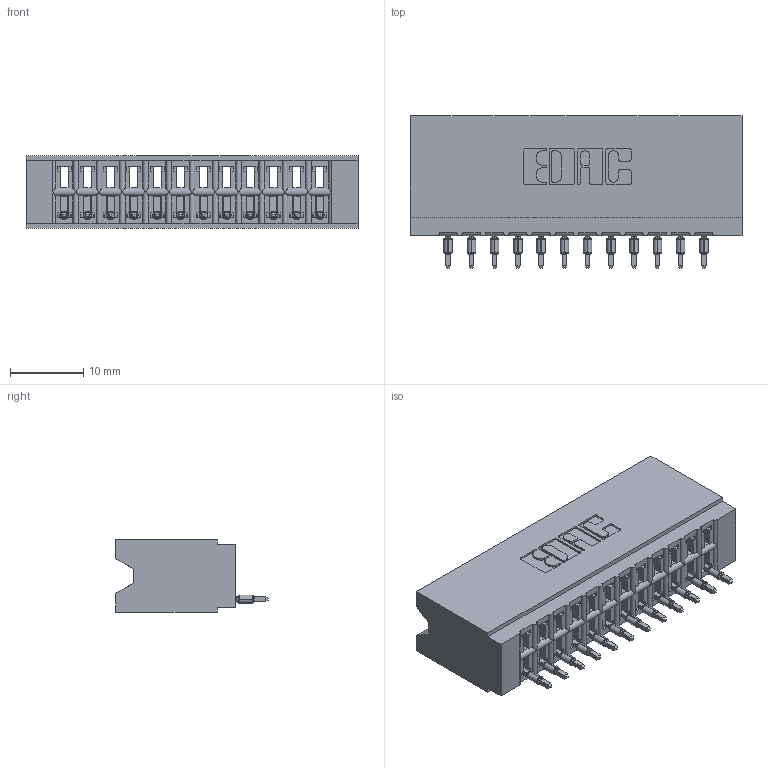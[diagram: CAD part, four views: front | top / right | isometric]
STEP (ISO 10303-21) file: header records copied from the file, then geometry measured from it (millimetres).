
FILE_DESCRIPTION (( 'STEP AP203' ), '1' );
FILE_NAME ('746-012-525-506.STEP', '2020-09-15T20:01:29', ( '' ), ( '' ), 'SwSTEP 2.0', 'SolidWorks 2020', '' );
FILE_SCHEMA (( 'CONFIG_CONTROL_DESIGN' ));
Length unit declared in the file: inch
Products named in the file (3): 746-012-525-506; 746-292-001_525; 746 Part_.340 Slot Depth - 06
Assembly tree (13 placements, depth 2):
  746-012-525-506
    746 Part_.340 Slot Depth - 06
    746-292-001_525  x12
Bounding box: 45.34 x 20.82 x 9.91 mm (x, y, z)
Volume: 5236.3 mm3; surface area: 6553.2 mm2
Topology: 13 solids, 13 shells, 1394 faces, 3949 edges, 2539 vertices
Faces by surface type: plane 812, cylinder 270, bspline 240, torus 72
Entity records: 22391 total; most frequent: CARTESIAN_POINT 4776, ORIENTED_EDGE 3828, DIRECTION 3224, EDGE_CURVE 1914, LINE 1610, VECTOR 1610, VERTEX_POINT 1263, AXIS2_PLACEMENT_3D 807
